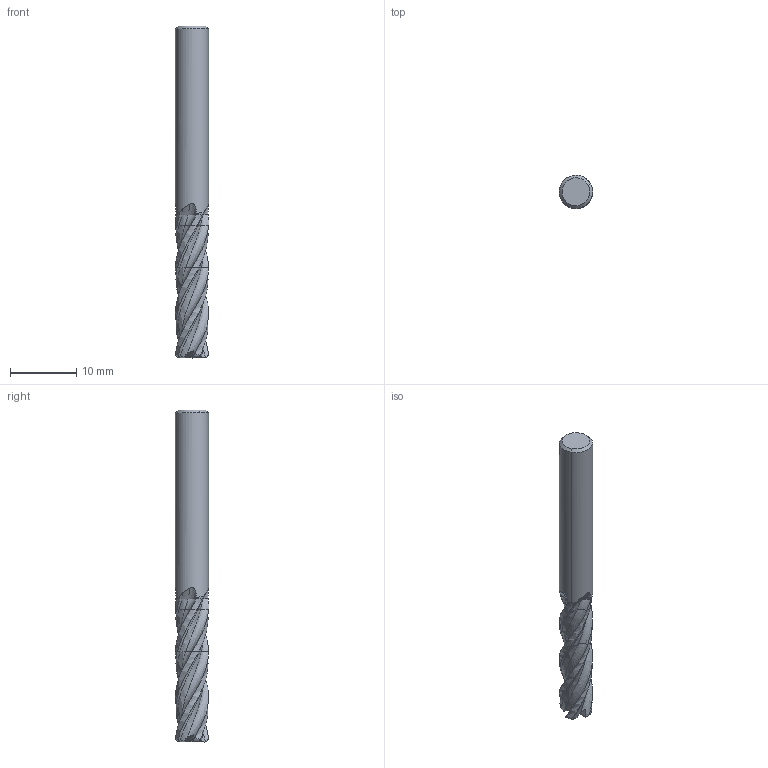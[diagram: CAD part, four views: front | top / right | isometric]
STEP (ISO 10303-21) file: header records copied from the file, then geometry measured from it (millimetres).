
FILE_DESCRIPTION(('Open CASCADE Model'),'2;1');
FILE_NAME('Open CASCADE Shape Model','2021-06-28T09:57:02',('Author'),( 'Open CASCADE'),'Open CASCADE STEP processor 7.5','Open CASCADE 7.5' ,'Unknown');
FILE_SCHEMA(('AUTOMOTIVE_DESIGN { 1 0 10303 214 1 1 1 1 }'));
Length unit declared in the file: millimetre
Products named in the file (4): Open CASCADE STEP translator 7.5 29; Open CASCADE STEP translator 7.5 29.1; Open CASCADE STEP translator 7.5 30; Open CASCADE STEP translator 7.5 30.1
Assembly tree (2 placements, depth 2):
  Open CASCADE STEP translator 7.5 29
    Open CASCADE STEP translator 7.5 29.1
  Open CASCADE STEP translator 7.5 30
    Open CASCADE STEP translator 7.5 30.1
Bounding box: 5 x 5 x 49.98 mm (x, y, z)
Volume: 821.3 mm3; surface area: 864.3 mm2
Topology: 2 solids, 2 shells, 101 faces, 252 edges, 155 vertices
Faces by surface type: bspline 64, plane 23, torus 6, cone 6, cylinder 2
Entity records: 4608 total; most frequent: CARTESIAN_POINT 2848, ORIENTED_EDGE 504, EDGE_CURVE 252, B_SPLINE_CURVE_WITH_KNOTS 170, VERTEX_POINT 155, DIRECTION 142, ADVANCED_FACE 101, FACE_BOUND 101
